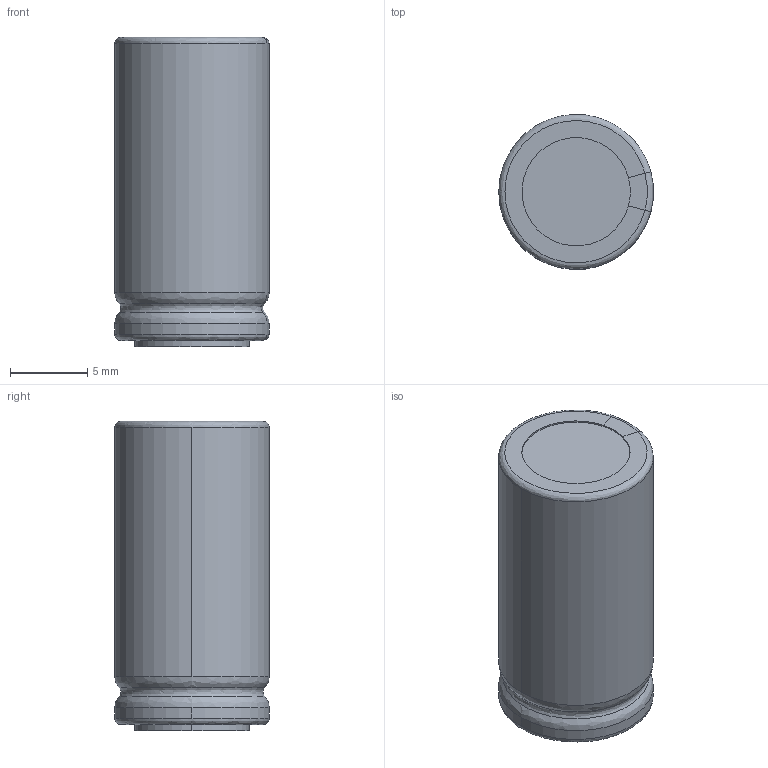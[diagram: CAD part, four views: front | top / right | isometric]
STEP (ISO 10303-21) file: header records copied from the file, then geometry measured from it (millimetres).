
FILE_DESCRIPTION (( 'STEP AP214' ), '1' );
FILE_NAME ('Aluminum_electrolytic_capacitor_radial_D10_H20_Without_Pin_brown.STEP', '2021-07-23T13:43:09', ( '' ), ( '' ), 'SwSTEP 2.0', 'SolidWorks 2017', '' );
FILE_SCHEMA (( 'AUTOMOTIVE_DESIGN' ));
Length unit declared in the file: millimetre
Products named in the file (6): Pin; Main_cover_brown_150-60-0; Seal; Can; Negative_cover; Aluminum_electrolytic_capacitor_radial_D10_H20_Without_Pin_brown
Assembly tree (4 placements, depth 2):
  Pin
  Aluminum_electrolytic_capacitor_radial_D10_H20_Without_Pin_brown
    Main_cover_brown_150-60-0
    Negative_cover
    Can
    Seal
Bounding box: 9.98 x 9.99 x 20 mm (x, y, z)
Volume: 295.9 mm3; surface area: 2888.2 mm2
Topology: 4 solids, 4 shells, 96 faces, 227 edges, 142 vertices
Faces by surface type: bspline 44, cylinder 32, plane 17, cone 3
Entity records: 5166 total; most frequent: CARTESIAN_POINT 1900, ORIENTED_EDGE 454, DIRECTION 395, EDGE_CURVE 227, AXIS2_PLACEMENT_3D 167, VERTEX_POINT 142, UNCERTAINTY_MEASURE_WITH_UNIT 109, CIRCLE 108
